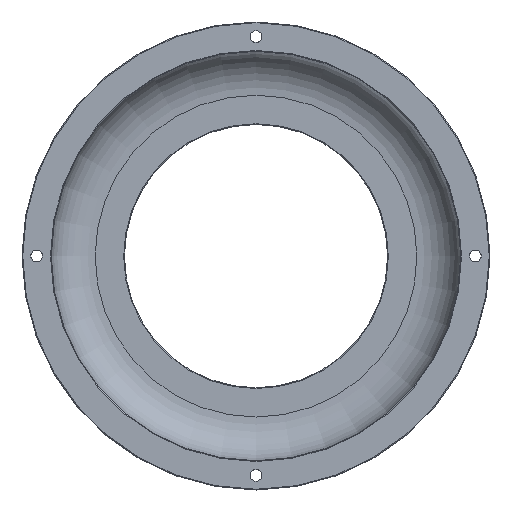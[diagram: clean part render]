
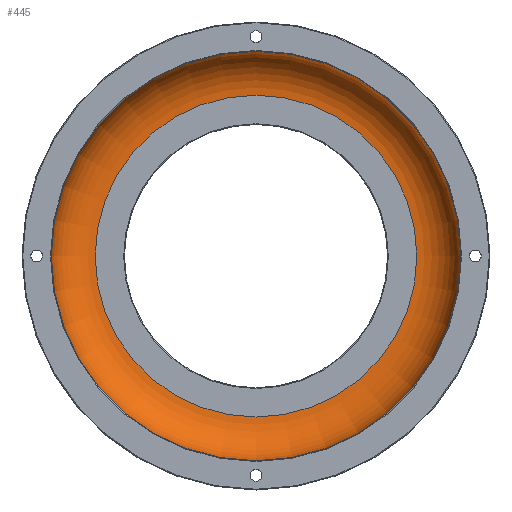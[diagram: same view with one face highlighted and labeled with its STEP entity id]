
A CAD part, top view. The second image highlights one B-rep face of the part: STEP entity #445.
In plain terms, the highlighted toroidal (fillet/blend) face has major radius 55 mm and minor radius 15 mm.
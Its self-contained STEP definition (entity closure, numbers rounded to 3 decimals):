
#17=TOROIDAL_SURFACE('',#517,55.,15.);
#93=FACE_OUTER_BOUND('',#135,.T.);
#135=EDGE_LOOP('',(#411,#412,#413,#414));
#176=CIRCLE('',#473,55.);
#184=CIRCLE('',#484,70.);
#200=CIRCLE('',#518,15.);
#205=VERTEX_POINT('',#659);
#213=VERTEX_POINT('',#679);
#244=EDGE_CURVE('',#205,#205,#176,.T.);
#254=EDGE_CURVE('',#213,#213,#184,.T.);
#296=EDGE_CURVE('',#205,#213,#200,.T.);
#411=ORIENTED_EDGE('',*,*,#244,.T.);
#412=ORIENTED_EDGE('',*,*,#296,.T.);
#413=ORIENTED_EDGE('',*,*,#254,.T.);
#414=ORIENTED_EDGE('',*,*,#296,.F.);
#445=ADVANCED_FACE('',(#93),#17,.F.);
#473=AXIS2_PLACEMENT_3D('',#660,#537,#538);
#484=AXIS2_PLACEMENT_3D('',#681,#561,#562);
#517=AXIS2_PLACEMENT_3D('',#1572,#641,#642);
#518=AXIS2_PLACEMENT_3D('',#1573,#643,#644);
#537=DIRECTION('center_axis',(0.,0.,-1.));
#538=DIRECTION('ref_axis',(-1.,0.,0.));
#561=DIRECTION('center_axis',(0.,0.,1.));
#562=DIRECTION('ref_axis',(-1.,0.,0.));
#641=DIRECTION('center_axis',(0.,0.,-1.));
#642=DIRECTION('ref_axis',(-1.,0.,0.));
#643=DIRECTION('center_axis',(0.,-1.,0.));
#644=DIRECTION('ref_axis',(1.,0.,0.));
#659=CARTESIAN_POINT('',(55.,0.,5.));
#660=CARTESIAN_POINT('Origin',(0.,0.,5.));
#679=CARTESIAN_POINT('',(70.,0.,20.));
#681=CARTESIAN_POINT('Origin',(0.,0.,20.));
#1572=CARTESIAN_POINT('Origin',(0.,0.,20.));
#1573=CARTESIAN_POINT('Origin',(55.,0.,20.));
